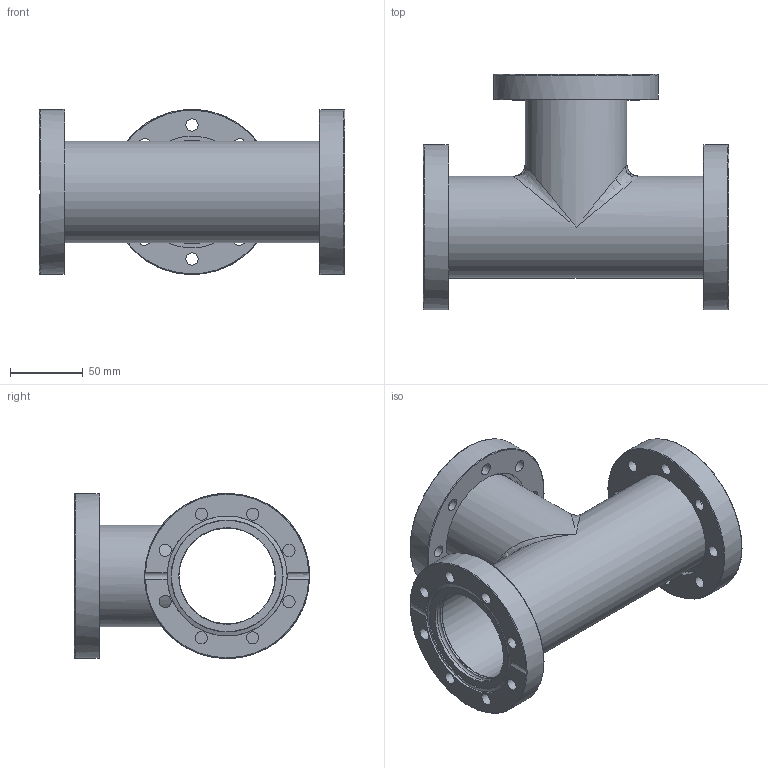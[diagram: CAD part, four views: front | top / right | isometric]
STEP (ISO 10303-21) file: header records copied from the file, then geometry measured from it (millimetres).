
FILE_DESCRIPTION((''),'2;1');
FILE_NAME('TE63RS-316LNS.stp','2009-04-24T11:11:18',('hasers'),(''),'Autodesk Inventor 2008','Autodesk Inventor 2008','');
FILE_SCHEMA(('AUTOMOTIVE_DESIGN { 1 0 10303 214 1 1 1 1 }'));
Length unit declared in the file: millimetre
Products named in the file (5): TE63RS-316LNS; Rohre [Subject [Summary]=T-Collar][Keywords [Summary]=1.4404][Title [Summary]=TEE70-CF]; CF-07 [Keywords [Summary]=1.4429][Company [Summary]=Vacom][Title [Summary]=F63B70]; CF-R [Subject [Summary]=-316LNS][Title [Summary]=F63RIB70]; CF-R [Subject [Summary]=-316LNS][Title [Summary]=F63RO]
Assembly tree (6 placements, depth 2):
  TE63RS-316LNS
    Rohre [Subject [Summary]=T-Collar][Keywords [Summary]=1.4404][Title [Summary]=TEE70-CF]
    CF-07 [Keywords [Summary]=1.4429][Company [Summary]=Vacom][Title [Summary]=F63B70]
    CF-R [Subject [Summary]=-316LNS][Title [Summary]=F63RIB70]  x2
    CF-R [Subject [Summary]=-316LNS][Title [Summary]=F63RO]  x2
Bounding box: 210 x 161.75 x 113.5 mm (x, y, z)
Volume: 401643.1 mm3; surface area: 200908.9 mm2
Topology: 6 solids, 6 shells, 112 faces, 298 edges, 192 vertices
Faces by surface type: bspline 45, torus 21, cylinder 20, plane 18, cone 8
Full cylindrical faces by diameter (mm): 66 x2, 66.5 x2, 70 x2, 70.3 x1, 82.4 x2, 82.5 x1, 83.2 x2, 113.5 x3
Entity records: 3502 total; most frequent: CARTESIAN_POINT 1871, DIRECTION 306, ORIENTED_EDGE 232, EDGE_LOOP 168, AXIS2_PLACEMENT_3D 149, EDGE_CURVE 116, VERTEX_POINT 100, FACE_BOUND 93
